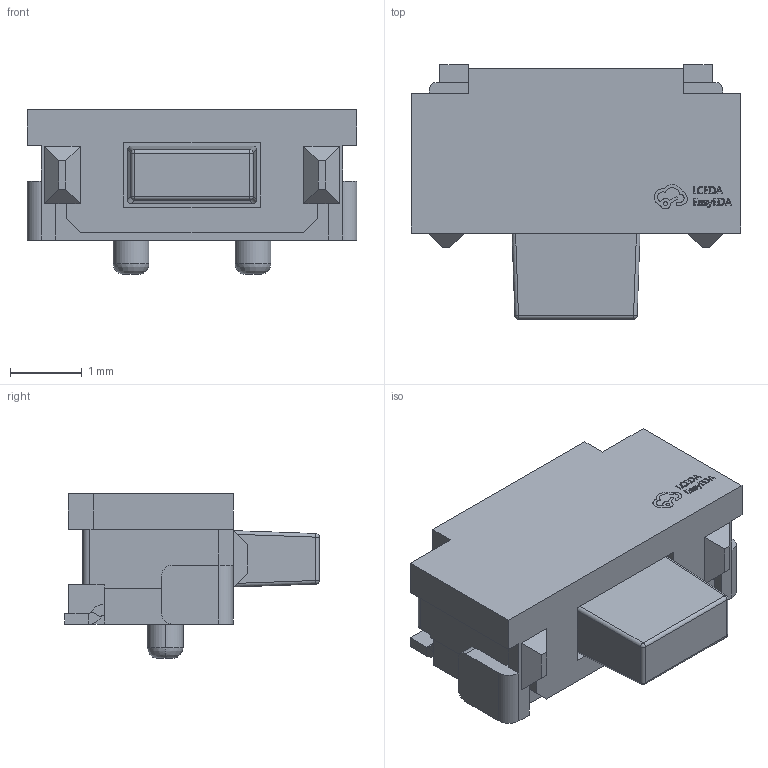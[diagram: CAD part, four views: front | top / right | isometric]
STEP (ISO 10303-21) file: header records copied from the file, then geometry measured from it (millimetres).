
FILE_DESCRIPTION(('FreeCAD Model'),'2;1');
FILE_NAME('Open CASCADE Shape Model','2025-04-17T21:00:08',(''),(''), 'Open CASCADE STEP processor 7.8','FreeCAD','Unknown');
FILE_SCHEMA(('AUTOMOTIVE_DESIGN { 1 0 10303 214 1 1 1 1 }'));
Length unit declared in the file: millimetre
Products named in the file (2): SW1~KEY-SMD_1TS003B~KEY-SMD_L4.6-W2.3-H1.8-P3.4~as4n; KEY-SMD_1TS003B~KEY-SMD_L4.6-W2.3-H1.8-P3.4~as4n
Assembly tree (1 placements, depth 2):
  SW1~KEY-SMD_1TS003B~KEY-SMD_L4.6-W2.3-H1.8-P3.4~as4n
    KEY-SMD_1TS003B~KEY-SMD_L4.6-W2.3-H1.8-P3.4~as4n
Bounding box: 4.6 x 3.55 x 2.3 mm (x, y, z)
Volume: 18.2 mm3; surface area: 59.7 mm2
Topology: 1 solids, 1 shells, 423 faces, 1127 edges, 734 vertices
Faces by surface type: plane 273, bspline 112, cylinder 30, revolution 4, sphere 4
Entity records: 16698 total; most frequent: CARTESIAN_POINT 4426, ORIENTED_EDGE 2246, DIRECTION 1579, EDGE_CURVE 1123, LINE 825, VECTOR 825, VERTEX_POINT 734, FACE_BOUND 455
